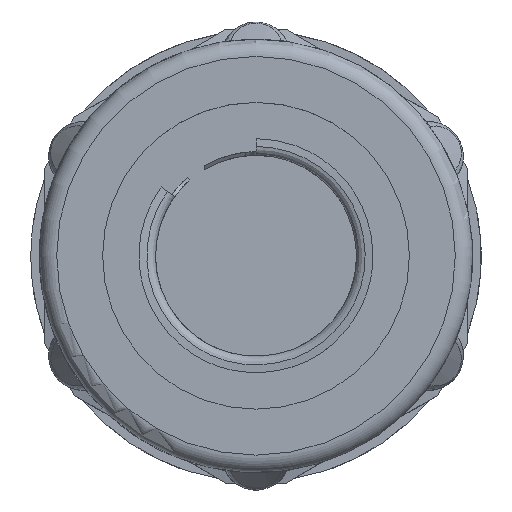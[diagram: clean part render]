
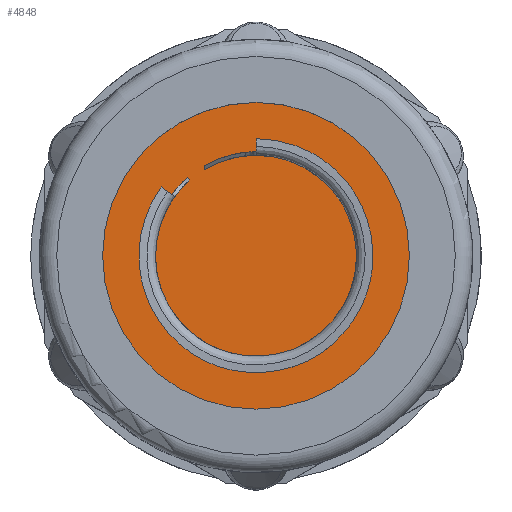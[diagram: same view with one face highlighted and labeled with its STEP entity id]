
A CAD part, top view. The second image highlights one B-rep face of the part: STEP entity #4848.
In plain terms, the highlighted planar face has unit normal (0, 0, 1).
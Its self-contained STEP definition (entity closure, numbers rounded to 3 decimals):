
#62=FACE_BOUND('',#846,.T.);
#284=PLANE('',#5219);
#553=FACE_OUTER_BOUND('',#845,.T.);
#845=EDGE_LOOP('',(#4511,#4512));
#846=EDGE_LOOP('',(#4513,#4514,#4515,#4516));
#1228=CIRCLE('',#5201,8.85);
#1229=CIRCLE('',#5202,8.85);
#1230=CIRCLE('',#5204,6.);
#1235=CIRCLE('',#5218,5.8);
#1543=LINE('',#11013,#1861);
#1553=LINE('',#11049,#1871);
#1861=VECTOR('',#6205,10.);
#1871=VECTOR('',#6231,10.);
#2329=VERTEX_POINT('',#10959);
#2330=VERTEX_POINT('',#10961);
#2331=VERTEX_POINT('',#10965);
#2332=VERTEX_POINT('',#10966);
#2338=VERTEX_POINT('',#11002);
#2350=VERTEX_POINT('',#11048);
#3040=EDGE_CURVE('',#2330,#2329,#1228,.T.);
#3041=EDGE_CURVE('',#2329,#2330,#1229,.T.);
#3042=EDGE_CURVE('',#2331,#2332,#1230,.T.);
#3050=EDGE_CURVE('',#2338,#2331,#1543,.T.);
#3065=EDGE_CURVE('',#2332,#2350,#1553,.T.);
#3072=EDGE_CURVE('',#2350,#2338,#1235,.T.);
#4511=ORIENTED_EDGE('',*,*,#3040,.T.);
#4512=ORIENTED_EDGE('',*,*,#3041,.T.);
#4513=ORIENTED_EDGE('',*,*,#3050,.F.);
#4514=ORIENTED_EDGE('',*,*,#3072,.F.);
#4515=ORIENTED_EDGE('',*,*,#3065,.F.);
#4516=ORIENTED_EDGE('',*,*,#3042,.F.);
#4848=ADVANCED_FACE('',(#553,#62),#284,.T.);
#5201=AXIS2_PLACEMENT_3D('',#10962,#6191,#6192);
#5202=AXIS2_PLACEMENT_3D('',#10963,#6193,#6194);
#5204=AXIS2_PLACEMENT_3D('',#10967,#6197,#6198);
#5218=AXIS2_PLACEMENT_3D('',#11282,#6238,#6239);
#5219=AXIS2_PLACEMENT_3D('',#11283,#6240,#6241);
#6191=DIRECTION('center_axis',(0.,0.,1.));
#6192=DIRECTION('ref_axis',(1.,0.,0.));
#6193=DIRECTION('center_axis',(0.,0.,1.));
#6194=DIRECTION('ref_axis',(1.,0.,0.));
#6197=DIRECTION('center_axis',(0.,0.,1.));
#6198=DIRECTION('ref_axis',(-1.,0.,0.));
#6205=DIRECTION('',(-0.809,0.588,0.));
#6231=DIRECTION('',(0.,-1.,0.));
#6238=DIRECTION('center_axis',(0.,0.,-1.));
#6239=DIRECTION('ref_axis',(-1.,0.,0.));
#6240=DIRECTION('center_axis',(0.,0.,1.));
#6241=DIRECTION('ref_axis',(1.,0.,0.));
#10959=CARTESIAN_POINT('',(-8.85,0.,0.));
#10961=CARTESIAN_POINT('',(8.85,0.,0.));
#10962=CARTESIAN_POINT('Origin',(0.,0.,0.));
#10963=CARTESIAN_POINT('Origin',(0.,0.,0.));
#10965=CARTESIAN_POINT('',(-3.975,4.495,0.));
#10966=CARTESIAN_POINT('',(-3.,5.196,0.));
#10967=CARTESIAN_POINT('Origin',(0.,0.,0.));
#11002=CARTESIAN_POINT('',(-3.809,4.374,0.));
#11013=CARTESIAN_POINT('',(-1.639,2.798,0.));
#11048=CARTESIAN_POINT('',(-3.,4.964,0.));
#11049=CARTESIAN_POINT('',(-3.,2.971,0.));
#11282=CARTESIAN_POINT('Origin',(0.,0.,0.));
#11283=CARTESIAN_POINT('Origin',(0.,0.,
0.));
